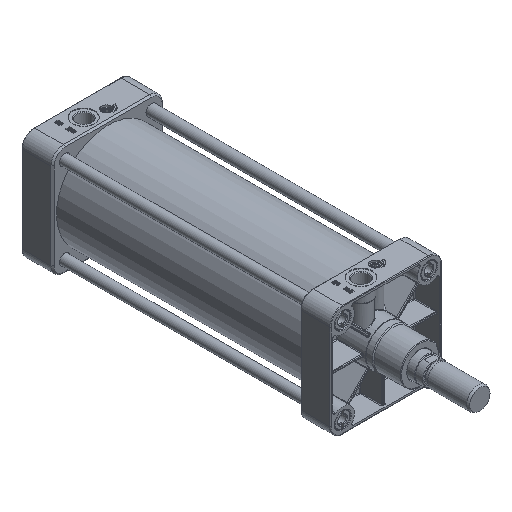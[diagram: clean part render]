
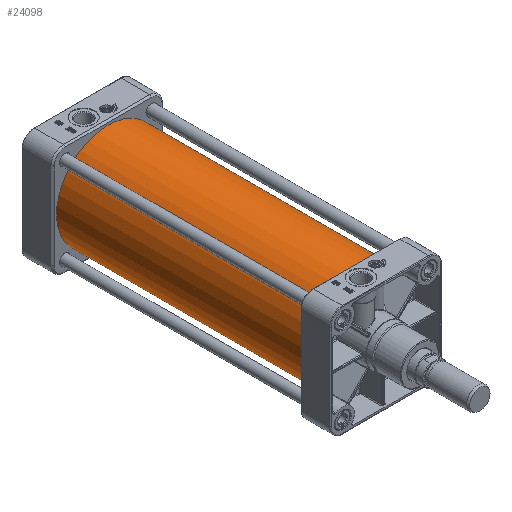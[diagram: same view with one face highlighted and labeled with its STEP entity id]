
A CAD part, isometric view. The second image highlights one B-rep face of the part: STEP entity #24098.
In plain terms, the highlighted cylindrical face has radius 83.5 mm (diameter 167 mm), a full revolution.
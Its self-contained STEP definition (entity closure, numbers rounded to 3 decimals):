
#24047=CARTESIAN_POINT('',(-32.,-200.0,77.125));
#24048=VERTEX_POINT('',#24047);
#24049=CARTESIAN_POINT('',(0.0,-200.0,0.0));
#24050=DIRECTION('',(0.0,1.0,0.0));
#24051=DIRECTION('',(1.0,0.0,0.0));
#24052=AXIS2_PLACEMENT_3D('',#24049,#24050,#24051);
#24053=CIRCLE('',#24052,83.5);
#24054=EDGE_CURVE('',#24048,#24048,#24053,.T.);
#24079=CARTESIAN_POINT('',(0.0,0.0,0.0));
#24080=DIRECTION('',(0.0,1.0,0.0));
#24081=DIRECTION('',(1.0,0.0,0.0));
#24082=AXIS2_PLACEMENT_3D('',#24079,#24080,#24081);
#24083=CYLINDRICAL_SURFACE('',#24082,83.5);
#24084=CARTESIAN_POINT('',(-32.,200.0,77.125));
#24085=VERTEX_POINT('',#24084);
#24086=CARTESIAN_POINT('',(0.0,200.0,0.0));
#24087=DIRECTION('',(0.0,-1.0,0.0));
#24088=DIRECTION('',(1.0,0.0,0.0));
#24089=AXIS2_PLACEMENT_3D('',#24086,#24087,#24088);
#24090=CIRCLE('',#24089,83.5);
#24091=EDGE_CURVE('',#24085,#24085,#24090,.T.);
#24092=ORIENTED_EDGE('',*,*,#24091,.T.);
#24093=EDGE_LOOP('',(#24092));
#24094=FACE_OUTER_BOUND('',#24093,.T.);
#24095=ORIENTED_EDGE('',*,*,#24054,.T.);
#24096=EDGE_LOOP('',(#24095));
#24097=FACE_BOUND('',#24096,.T.);
#24098=ADVANCED_FACE('',(#24094,#24097),#24083,.T.);
